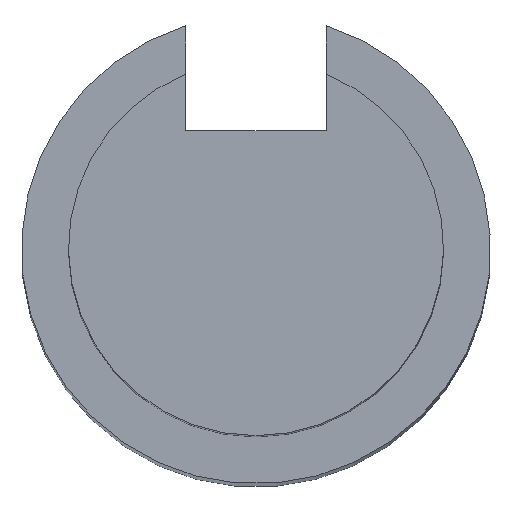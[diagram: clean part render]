
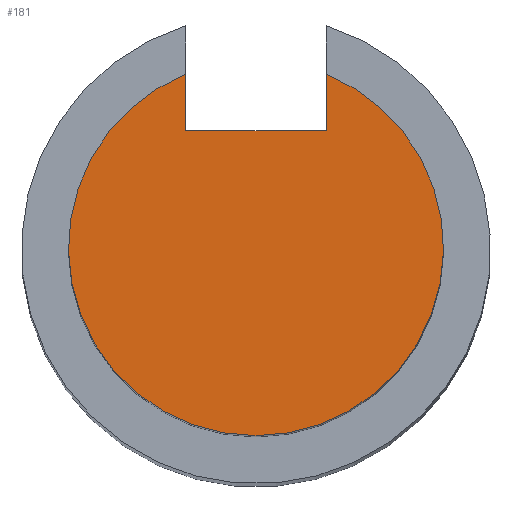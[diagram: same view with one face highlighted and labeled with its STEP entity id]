
A CAD part, top view. The second image highlights one B-rep face of the part: STEP entity #181.
In plain terms, the highlighted planar face has unit normal (0, 0, 1).
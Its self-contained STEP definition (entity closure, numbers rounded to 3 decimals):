
#21=CIRCLE('',#214,4.);
#30=FACE_OUTER_BOUND('',#40,.T.);
#40=EDGE_LOOP('',(#152,#153,#154,#155));
#46=LINE('',#281,#64);
#54=LINE('',#296,#72);
#61=LINE('',#310,#79);
#64=VECTOR('',#227,10.);
#72=VECTOR('',#237,10.);
#79=VECTOR('',#246,10.);
#82=VERTEX_POINT('',#278);
#83=VERTEX_POINT('',#280);
#89=VERTEX_POINT('',#294);
#95=VERTEX_POINT('',#308);
#98=EDGE_CURVE('',#83,#82,#46,.T.);
#106=EDGE_CURVE('',#82,#89,#54,.T.);
#113=EDGE_CURVE('',#89,#95,#61,.T.);
#117=EDGE_CURVE('',#95,#83,#21,.T.);
#152=ORIENTED_EDGE('',*,*,#113,.T.);
#153=ORIENTED_EDGE('',*,*,#117,.T.);
#154=ORIENTED_EDGE('',*,*,#98,.T.);
#155=ORIENTED_EDGE('',*,*,#106,.T.);
#172=PLANE('',#215);
#181=ADVANCED_FACE('',(#30),#172,.T.);
#214=AXIS2_PLACEMENT_3D('',#317,#259,#260);
#215=AXIS2_PLACEMENT_3D('',#318,#261,#262);
#227=DIRECTION('',(0.,-1.,0.));
#237=DIRECTION('',(-1.,0.,0.));
#246=DIRECTION('',(0.,1.,0.));
#259=DIRECTION('center_axis',(0.,0.,1.));
#260=DIRECTION('ref_axis',(1.,0.,0.));
#261=DIRECTION('center_axis',(0.,0.,1.));
#262=DIRECTION('ref_axis',(1.,0.,0.));
#278=CARTESIAN_POINT('',(1.5,2.5,36.5));
#280=CARTESIAN_POINT('',(1.5,3.708,36.5));
#281=CARTESIAN_POINT('',(1.5,1.177,36.5));
#294=CARTESIAN_POINT('',(-1.5,2.5,36.5));
#296=CARTESIAN_POINT('',(-0.75,2.5,36.5));
#308=CARTESIAN_POINT('',(-1.5,3.708,36.5));
#310=CARTESIAN_POINT('',(-1.5,2.677,36.5));
#317=CARTESIAN_POINT('Origin',(0.,0.,36.5));
#318=CARTESIAN_POINT('Origin',(0.,-0.146,36.5));
